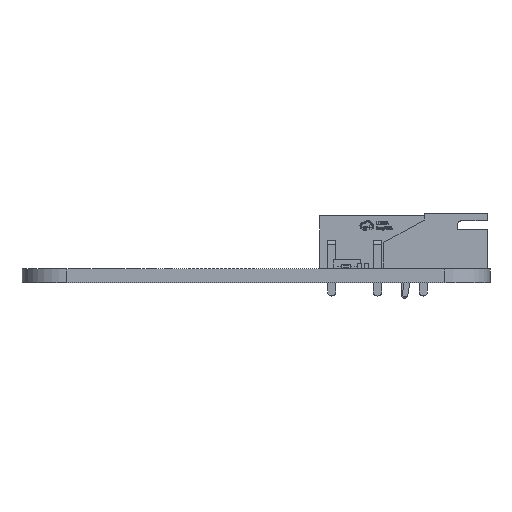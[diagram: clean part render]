
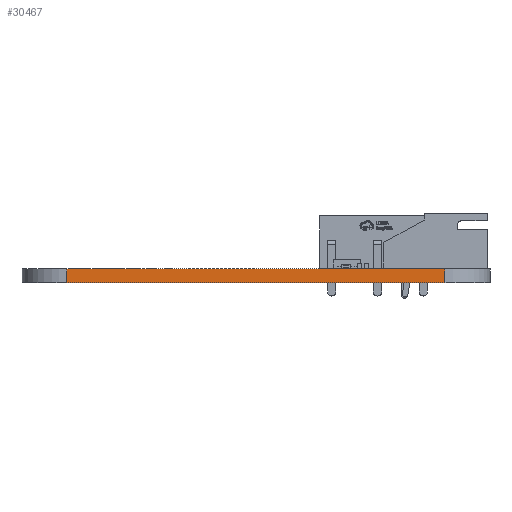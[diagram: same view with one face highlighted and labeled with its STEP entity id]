
A CAD part, front view. The second image highlights one B-rep face of the part: STEP entity #30467.
In plain terms, the highlighted planar face has unit normal (0, -1, 0).
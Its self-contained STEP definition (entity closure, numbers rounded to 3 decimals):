
#29786 = VERTEX_POINT('',#29787);
#29787 = CARTESIAN_POINT('',(-5.,-20.,0.));
#29794 = EDGE_CURVE('',#29795,#29786,#29797,.T.);
#29795 = VERTEX_POINT('',#29796);
#29796 = CARTESIAN_POINT('',(37.,-20.,0.));
#29797 = LINE('',#29798,#29799);
#29798 = CARTESIAN_POINT('',(37.,-20.,0.));
#29799 = VECTOR('',#29800,1.);
#29800 = DIRECTION('',(-1.,0.,0.));
#30113 = VERTEX_POINT('',#30114);
#30114 = CARTESIAN_POINT('',(-5.,-20.,1.51));
#30121 = EDGE_CURVE('',#30122,#30113,#30124,.T.);
#30122 = VERTEX_POINT('',#30123);
#30123 = CARTESIAN_POINT('',(37.,-20.,1.51));
#30124 = LINE('',#30125,#30126);
#30125 = CARTESIAN_POINT('',(37.,-20.,1.51));
#30126 = VECTOR('',#30127,1.);
#30127 = DIRECTION('',(-1.,0.,0.));
#30439 = EDGE_CURVE('',#29795,#30122,#30440,.T.);
#30440 = LINE('',#30441,#30442);
#30441 = CARTESIAN_POINT('',(37.,-20.,0.));
#30442 = VECTOR('',#30443,1.);
#30443 = DIRECTION('',(0.,0.,1.));
#30467 = ADVANCED_FACE('',(#30468),#30479,.T.);
#30468 = FACE_BOUND('',#30469,.T.);
#30469 = EDGE_LOOP('',(#30470,#30471,#30472,#30478));
#30470 = ORIENTED_EDGE('',*,*,#30439,.T.);
#30471 = ORIENTED_EDGE('',*,*,#30121,.T.);
#30472 = ORIENTED_EDGE('',*,*,#30473,.F.);
#30473 = EDGE_CURVE('',#29786,#30113,#30474,.T.);
#30474 = LINE('',#30475,#30476);
#30475 = CARTESIAN_POINT('',(-5.,-20.,0.));
#30476 = VECTOR('',#30477,1.);
#30477 = DIRECTION('',(0.,0.,1.));
#30478 = ORIENTED_EDGE('',*,*,#29794,.F.);
#30479 = PLANE('',#30480);
#30480 = AXIS2_PLACEMENT_3D('',#30481,#30482,#30483);
#30481 = CARTESIAN_POINT('',(37.,-20.,0.));
#30482 = DIRECTION('',(0.,-1.,0.));
#30483 = DIRECTION('',(-1.,0.,0.));
